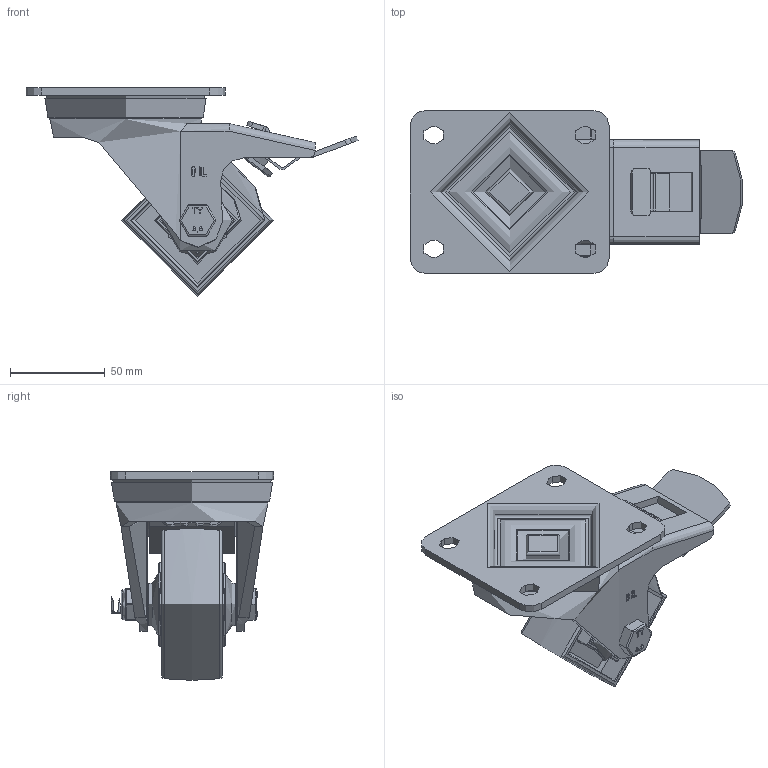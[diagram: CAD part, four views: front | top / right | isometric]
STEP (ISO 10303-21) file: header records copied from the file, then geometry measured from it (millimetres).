
FILE_DESCRIPTION(/* description */ (''),/* implementation_level */ '2;1');
FILE_NAME(/* name */ 'BZH80NYBJSWB.step',/* time_stamp */ '2025-04-16T09:09:10+01:00',/* author */ (''),/* organization */ (''),/* preprocessor_version */ 'ST-DEVELOPER v20.1',/* originating_system */ 'Autodesk Translation Framework v14.4.0.0',/* authorisation */ '');
FILE_SCHEMA (('AUTOMOTIVE_DESIGN { 1 0 10303 214 3 1 1 }'));
Length unit declared in the file: millimetre
Products named in the file (29): BZH80NYBJSWB; BZH80ASSWB - 47 v1; ZINC PLATED, PRESSED STEEL TOP PLATE; ZINC PLATED, PRESSED STEEL BRAKE PEDAL; ZINC PLATED, PRESSED STEEL FORKS; BRAKE PAD; BRAKE PAD Geometry; BRAKE BOLT; BEARING SEAL; BZMH80WNYBJM10 v1; BZMM80WNYBJ; NYLON WHEEL; BEARING 6202; METAL; METAL2; Pattern; Component1; MIDDLE; RUBBER; RUBBER2; HUBCAPM10X47; HUBCAPM10X47 (1); NYLON WHEEL HUB CAP; HEXBOLTM10X70Z8.8 v2; GRADE 8.8 THREADED ZINC PLATED BOLT; NYLOCM10Z v1; NYLOC NUT; RUBBER (1); NUT
Assembly tree (36 placements, depth 6):
  BZH80NYBJSWB
    BZH80ASSWB - 47 v1
      ZINC PLATED, PRESSED STEEL TOP PLATE
      ZINC PLATED, PRESSED STEEL BRAKE PEDAL
      ZINC PLATED, PRESSED STEEL FORKS
      BRAKE PAD
        BRAKE PAD Geometry
        BRAKE BOLT
      BEARING SEAL
    BZMH80WNYBJM10 v1
      BZMM80WNYBJ
        NYLON WHEEL
        BEARING 6202
          METAL
          METAL2
          Pattern
            Component1  x8
          MIDDLE
          RUBBER
          RUBBER2
      HUBCAPM10X47
        NYLON WHEEL HUB CAP
      HUBCAPM10X47 (1)
        NYLON WHEEL HUB CAP
    HEXBOLTM10X70Z8.8 v2
      GRADE 8.8 THREADED ZINC PLATED BOLT
    NYLOCM10Z v1
      NYLOC NUT
        RUBBER (1)
        NUT
Bounding box: 175.06 x 86 x 110 mm (x, y, z)
Volume: 238090.2 mm3; surface area: 136046.3 mm2
Topology: 25 solids, 25 shells, 966 faces, 2444 edges, 1599 vertices
Faces by surface type: plane 454, cylinder 230, bspline 195, torus 38, sphere 36, cone 13
Full cylindrical faces by diameter (mm): 8 x2, 8.141 x18, 9.85 x19, 10 x3, 10.2 x4, 12 x2, 14.9 x2, 15 x1, 16 x2, 18 x1, 19 x2, 20 x5, 22.5 x4, 23 x2, 25 x4, 28 x2, 30 x4, 30.5 x2, 31 x5, 32 x2, 32.25 x2, 35 x2, 36 x2, 38 x2, 40 x2, 44 x2, 59 x1, 70 x2, 72 x1, 80 x1
Entity records: 37074 total; most frequent: CARTESIAN_POINT 14599, ORIENTED_EDGE 4720, DIRECTION 4080, EDGE_CURVE 2360, VERTEX_POINT 1554, AXIS2_PLACEMENT_3D 1427, LINE 1226, VECTOR 1226
